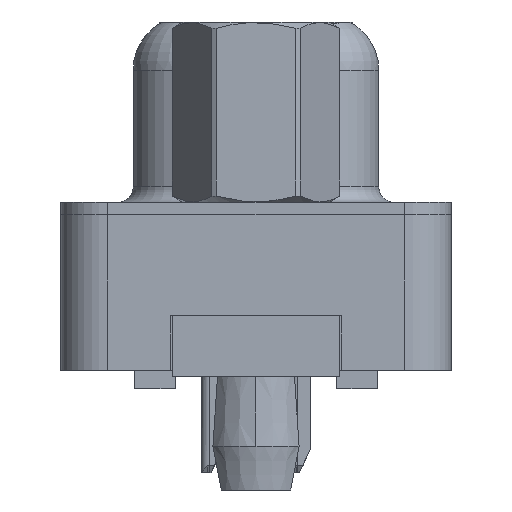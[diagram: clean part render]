
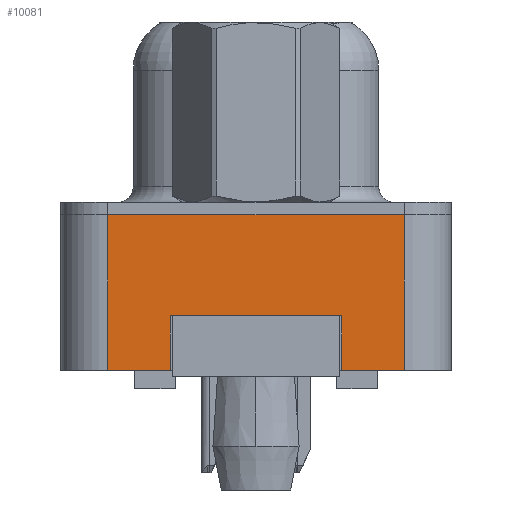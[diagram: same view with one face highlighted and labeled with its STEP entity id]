
A CAD part, left-side view. The second image highlights one B-rep face of the part: STEP entity #10081.
In plain terms, the highlighted planar face has unit normal (-1, 0, 0).
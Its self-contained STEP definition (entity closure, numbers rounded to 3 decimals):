
#490 = VERTEX_POINT ( 'NONE', #7305 ) ;
#573 = VECTOR ( 'NONE', #8953, 1000. ) ;
#1436 = VECTOR ( 'NONE', #12894, 1000. ) ;
#1728 = EDGE_CURVE ( 'NONE', #4004, #490, #4604, .T. ) ;
#2733 = EDGE_CURVE ( 'NONE', #4182, #14628, #12436, .T. ) ;
#3151 = CARTESIAN_POINT ( 'NONE',  ( -2.995, 2.75, -3.25 ) ) ;
#3466 = CARTESIAN_POINT ( 'NONE',  ( -2.995, 4.775, -5. ) ) ;
#4004 = VERTEX_POINT ( 'NONE', #11508 ) ;
#4182 = VERTEX_POINT ( 'NONE', #3151 ) ;
#4586 = VERTEX_POINT ( 'NONE', #16591 ) ;
#4604 = LINE ( 'NONE', #18053, #19969 ) ;
#4765 = CARTESIAN_POINT ( 'NONE',  ( -2.995, -2.75, -3.25 ) ) ;
#4831 = ORIENTED_EDGE ( 'NONE', *, *, #2733, .F. ) ;
#5017 = VERTEX_POINT ( 'NONE', #3466 ) ;
#6510 = LINE ( 'NONE', #21356, #10114 ) ;
#6883 = CARTESIAN_POINT ( 'NONE',  ( -2.995, -2.75, -3.25 ) ) ;
#7305 = CARTESIAN_POINT ( 'NONE',  ( -2.995, -4.775, -5. ) ) ;
#8429 = EDGE_CURVE ( 'NONE', #490, #19610, #20522, .T. ) ;
#8503 = VERTEX_POINT ( 'NONE', #4765 ) ;
#8511 = LINE ( 'NONE', #10379, #24618 ) ;
#8641 = LINE ( 'NONE', #6883, #10509 ) ;
#8953 = DIRECTION ( 'NONE',  ( 0., 0., -1. ) ) ;
#9024 = DIRECTION ( 'NONE',  ( -1., 0., 0. ) ) ;
#9263 = FACE_OUTER_BOUND ( 'NONE', #18750, .T. ) ;
#9275 = CARTESIAN_POINT ( 'NONE',  ( -2.995, 2.75, -5. ) ) ;
#9580 = VECTOR ( 'NONE', #22666, 1000. ) ;
#9875 = CARTESIAN_POINT ( 'NONE',  ( -2.995, -4.775, -5. ) ) ;
#10081 = ADVANCED_FACE ( 'NONE', ( #9263 ), #12990, .T. ) ;
#10114 = VECTOR ( 'NONE', #23231, 1000. ) ;
#10379 = CARTESIAN_POINT ( 'NONE',  ( -2.995, -4.775, 0. ) ) ;
#10509 = VECTOR ( 'NONE', #20365, 1000. ) ;
#11087 = AXIS2_PLACEMENT_3D ( 'NONE', #14620, #9024, #16497 ) ;
#11508 = CARTESIAN_POINT ( 'NONE',  ( -2.995, -2.75, -5. ) ) ;
#11566 = ORIENTED_EDGE ( 'NONE', *, *, #12486, .F. ) ;
#11744 = ORIENTED_EDGE ( 'NONE', *, *, #24542, .F. ) ;
#11790 = CARTESIAN_POINT ( 'NONE',  ( -2.995, -4.775, 0. ) ) ;
#11859 = VECTOR ( 'NONE', #21014, 1000. ) ;
#12436 = LINE ( 'NONE', #23908, #573 ) ;
#12486 = EDGE_CURVE ( 'NONE', #5017, #4586, #23044, .T. ) ;
#12894 = DIRECTION ( 'NONE',  ( 0., 0., 1. ) ) ;
#12990 = PLANE ( 'NONE',  #11087 ) ;
#13867 = ORIENTED_EDGE ( 'NONE', *, *, #1728, .T. ) ;
#14620 = CARTESIAN_POINT ( 'NONE',  ( -2.995, -4.775, -5. ) ) ;
#14628 = VERTEX_POINT ( 'NONE', #9275 ) ;
#16497 = DIRECTION ( 'NONE',  ( 0., 0., 1. ) ) ;
#16591 = CARTESIAN_POINT ( 'NONE',  ( -2.995, 4.775, 0. ) ) ;
#18053 = CARTESIAN_POINT ( 'NONE',  ( -2.995, -4.775, -5. ) ) ;
#18446 = ORIENTED_EDGE ( 'NONE', *, *, #19057, .T. ) ;
#18750 = EDGE_LOOP ( 'NONE', ( #18446, #13867, #22902, #11744, #11566, #21065, #4831, #20303 ) ) ;
#18783 = EDGE_CURVE ( 'NONE', #5017, #14628, #6510, .T. ) ;
#19025 = CARTESIAN_POINT ( 'NONE',  ( -2.995, 2.75, -3.25 ) ) ;
#19056 = CARTESIAN_POINT ( 'NONE',  ( -2.995, 4.775, -5. ) ) ;
#19057 = EDGE_CURVE ( 'NONE', #8503, #4004, #8641, .T. ) ;
#19610 = VERTEX_POINT ( 'NONE', #11790 ) ;
#19743 = DIRECTION ( 'NONE',  ( 0., -1., 0. ) ) ;
#19931 = DIRECTION ( 'NONE',  ( 0., -1., 0. ) ) ;
#19969 = VECTOR ( 'NONE', #19931, 1000. ) ;
#20303 = ORIENTED_EDGE ( 'NONE', *, *, #23937, .F. ) ;
#20365 = DIRECTION ( 'NONE',  ( 0., 0., -1. ) ) ;
#20522 = LINE ( 'NONE', #9875, #1436 ) ;
#21014 = DIRECTION ( 'NONE',  ( 0., 1., 0. ) ) ;
#21065 = ORIENTED_EDGE ( 'NONE', *, *, #18783, .T. ) ;
#21356 = CARTESIAN_POINT ( 'NONE',  ( -2.995, -4.775, -5. ) ) ;
#22666 = DIRECTION ( 'NONE',  ( 0., 0., 1. ) ) ;
#22902 = ORIENTED_EDGE ( 'NONE', *, *, #8429, .T. ) ;
#23044 = LINE ( 'NONE', #19056, #9580 ) ;
#23231 = DIRECTION ( 'NONE',  ( 0., -1., 0. ) ) ;
#23908 = CARTESIAN_POINT ( 'NONE',  ( -2.995, 2.75, -3.25 ) ) ;
#23937 = EDGE_CURVE ( 'NONE', #8503, #4182, #24630, .T. ) ;
#24542 = EDGE_CURVE ( 'NONE', #4586, #19610, #8511, .T. ) ;
#24618 = VECTOR ( 'NONE', #19743, 1000. ) ;
#24630 = LINE ( 'NONE', #19025, #11859 ) ;
